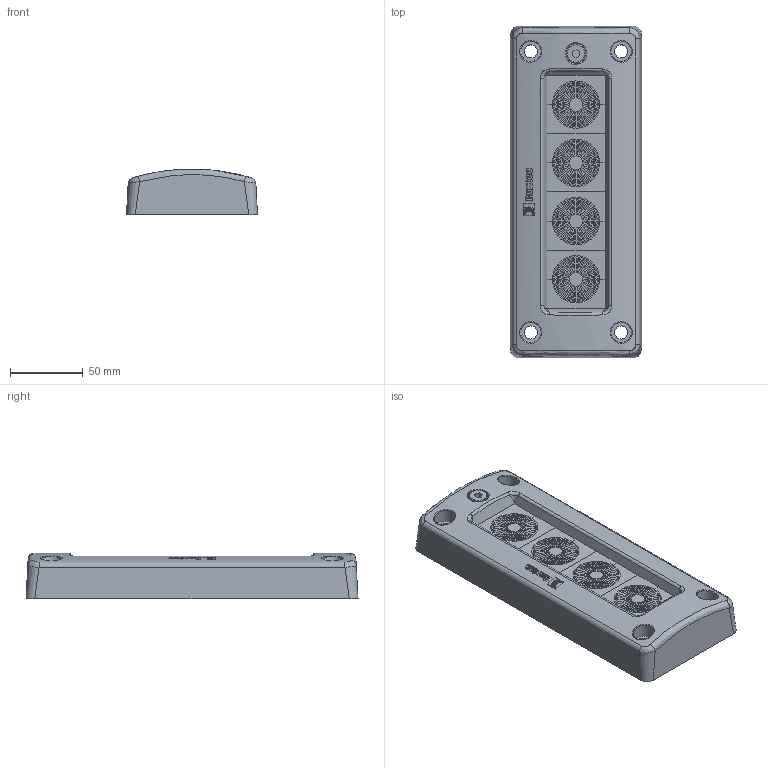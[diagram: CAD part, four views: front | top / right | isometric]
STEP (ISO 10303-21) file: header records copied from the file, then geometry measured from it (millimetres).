
FILE_DESCRIPTION(/* description */ (''),/* implementation_level */ '2;1');
FILE_NAME(/* name */ 'EZ00000001604.stp',/* time_stamp */ '2021-01-20T16:43:18+01:00',/* author */ ('LA'),/* organization */ (''),/* preprocessor_version */ 'ST-DEVELOPER v17.2',/* originating_system */ 'Autodesk Inventor 2019',/* authorisation */ '');
FILE_SCHEMA (('AUTOMOTIVE_DESIGN { 1 0 10303 214 3 1 1 }'));
Length unit declared in the file: centimetre
Products named in the file (1): Part4
Bounding box: 90 x 228 x 31.5 mm (x, y, z)
Volume: 497662.1 mm3; surface area: 62354.1 mm2
Topology: 1 solids, 1 shells, 436 faces, 1010 edges, 594 vertices
Faces by surface type: plane 329, bspline 70, cylinder 32, cone 4, torus 1
Full cylindrical faces by diameter (mm): 9 x4, 13 x1, 14 x5
Entity records: 14716 total; most frequent: CARTESIAN_POINT 4598, ORIENTED_EDGE 2014, DIRECTION 1952, EDGE_CURVE 1007, AXIS2_PLACEMENT_3D 724, VERTEX_POINT 595, LINE 504, VECTOR 504
